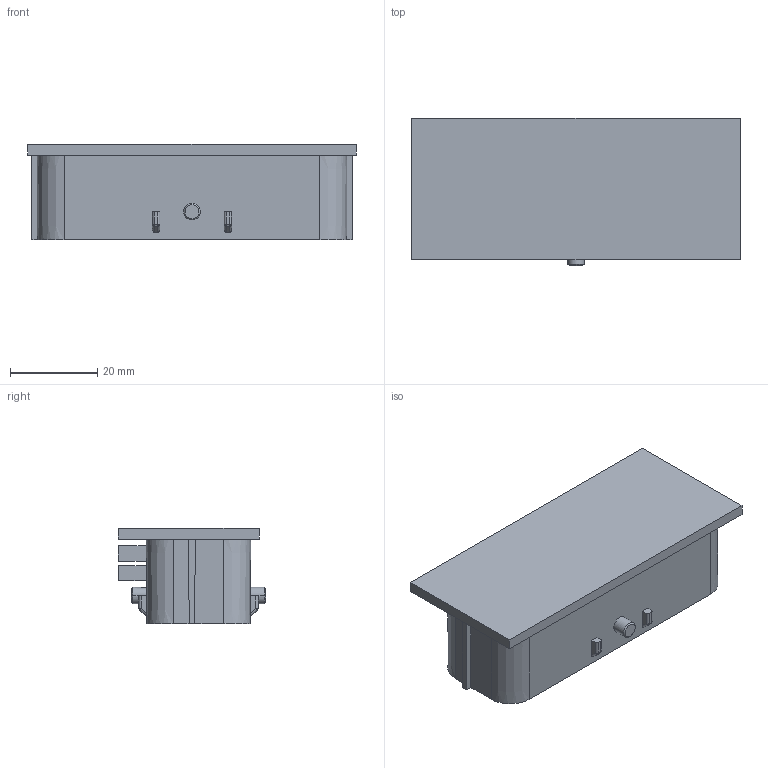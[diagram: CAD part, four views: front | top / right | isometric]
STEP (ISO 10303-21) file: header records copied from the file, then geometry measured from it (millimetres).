
FILE_DESCRIPTION(('CoCreate Modeling STEP Export'),'2;1');
FILE_NAME('999-S-038-3-Z02_pol-B.stp','2012-01-31T 7:44:42',(''),(''),'CoCreate Modeling STEP processor for AP214 (Solid Model)','CoCreate Modeling 17.0B 09-Oct-2010 (C) Parametric Technology GmbH','');
FILE_SCHEMA(('AUTOMOTIVE_DESIGN { 1 0 10303 214 1 1 1 1 }'));
Length unit declared in the file: millimetre
Products named in the file (14): 31187-9110; cat0pin_r1.11; 31187-9210; cat0pin_r2.6; 31187-9310; cat0pin_r3.4; 31187-9410; 31187-9500; 31187-9602; 31187-9601; 31187-9604; 31187-9603; 31187-9600; EM-31187-901
Assembly tree (44 placements, depth 4):
  EM-31187-901
    31187-9600
      31187-9603
      31187-9604
      31187-9601
      31187-9602
    31187-9500
      31187-9410
        cat0pin_r3.4  x12
      31187-9310
        cat0pin_r2.6  x11
      31187-9210
        cat0pin_r1.11  x11
    31187-9110
Bounding box: 75.2 x 33.62 x 21.8 mm (x, y, z)
Volume: 12429.2 mm3; surface area: 13804.3 mm2
Topology: 39 solids, 39 shells, 1443 faces, 3956 edges, 2614 vertices
Faces by surface type: plane 1135, cylinder 278, cone 12, sphere 10, torus 8
Entity records: 33915 total; most frequent: CARTESIAN_POINT 7281, ORIENTED_EDGE 5660, DIRECTION 5026, EDGE_CURVE 2830, VECTOR 2584, LINE 2584, VERTEX_POINT 1870, AXIS2_PLACEMENT_3D 1221
